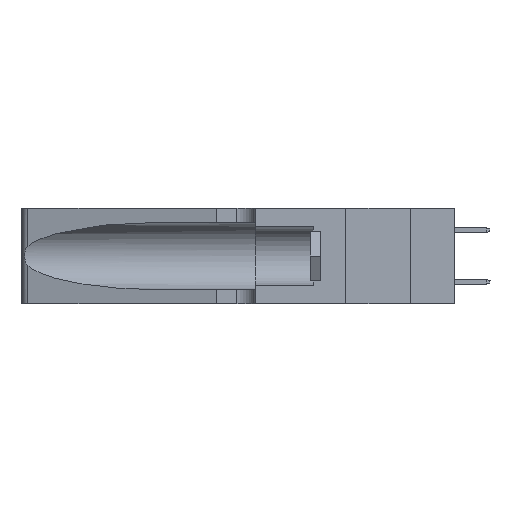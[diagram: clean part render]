
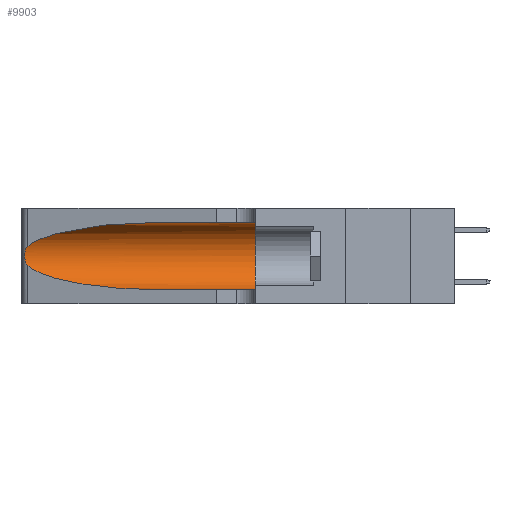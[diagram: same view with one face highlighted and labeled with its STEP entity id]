
A CAD part, left-side view. The second image highlights one B-rep face of the part: STEP entity #9903.
In plain terms, the highlighted cylindrical face has radius 3.308 mm (diameter 6.617 mm), a partial arc.
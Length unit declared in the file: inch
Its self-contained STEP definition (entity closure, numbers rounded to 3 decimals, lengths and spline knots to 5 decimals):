
#184 = DIRECTION ( 'NONE',  ( 0., -1., 0. ) ) ;
#500 = EDGE_CURVE ( 'NONE', #6176, #5532, #19554, .T. ) ;
#807 = CARTESIAN_POINT ( 'NONE',  ( 0.25555, 1.22994, 0.2215 ) ) ;
#946 = EDGE_LOOP ( 'NONE', ( #5467, #15468, #2744, #3648, #15588, #1782 ) ) ;
#1315 = CARTESIAN_POINT ( 'NONE',  ( 0.25487, 1.22718, 0.14631 ) ) ;
#1782 = ORIENTED_EDGE ( 'NONE', *, *, #8117, .F. ) ;
#2744 = ORIENTED_EDGE ( 'NONE', *, *, #4733, .T. ) ;
#3123 = VERTEX_POINT ( 'NONE', #16024 ) ;
#3369 = CARTESIAN_POINT ( 'NONE',  ( 0.1305, 0.72297, 0.05475 ) ) ;
#3648 = ORIENTED_EDGE ( 'NONE', *, *, #17957, .T. ) ;
#3789 = CIRCLE ( 'NONE', #7604, 0.13025 ) ;
#3897 = CARTESIAN_POINT ( 'NONE',  ( 0.26017, 1.23833, 0.17102 ) ) ;
#3917 = DIRECTION ( 'NONE',  ( 0., 1., 0. ) ) ;
#4703 = VERTEX_POINT ( 'NONE', #15658 ) ;
#4705 = B_SPLINE_CURVE_WITH_KNOTS ( 'NONE', 3,
 ( #8824, #807, #13625, #12229, #12038, #18516, #15549, #18723, #3897, #13739, #5619, #12131, #18617, #1315 ),
 .UNSPECIFIED., .F., .F.,
 ( 4, 2, 2, 2, 2, 2, 4 ),
 ( 0., 0.00027, 0.00053, 0.00107, 0.0016, 0.00187, 0.00214 ),
 .UNSPECIFIED. ) ;
#4733 = EDGE_CURVE ( 'NONE', #3123, #11558, #5773, .T. ) ;
#4808 = CARTESIAN_POINT ( 'NONE',  ( 0.1305, 1.61858, 0.185 ) ) ;
#5215 = VECTOR ( 'NONE', #184, 39.37008 ) ;
#5467 = ORIENTED_EDGE ( 'NONE', *, *, #500, .T. ) ;
#5532 = VERTEX_POINT ( 'NONE', #19983 ) ;
#5619 = CARTESIAN_POINT ( 'NONE',  ( 0.25789, 1.23486, 0.15765 ) ) ;
#5773 =( BOUNDED_CURVE ( )  B_SPLINE_CURVE ( 3, ( #18000, #14837, #6824, #3369 ),
 .UNSPECIFIED., .F., .F. ) 
 B_SPLINE_CURVE_WITH_KNOTS ( ( 4, 4 ),
 ( 3.44316, 4.71239 ),
 .UNSPECIFIED. ) 
 CURVE ( )  GEOMETRIC_REPRESENTATION_ITEM ( )  RATIONAL_B_SPLINE_CURVE ( ( 1., 0.87, 0.87, 1. ) ) 
 REPRESENTATION_ITEM ( '' )  );
#6063 = CARTESIAN_POINT ( 'NONE',  ( 0.1305, 0.72297, 0.31525 ) ) ;
#6176 = VERTEX_POINT ( 'NONE', #6063 ) ;
#6342 = VERTEX_POINT ( 'NONE', #16614 ) ;
#6353 = EDGE_CURVE ( 'NONE', #4703, #6342, #3789, .T. ) ;
#6824 = CARTESIAN_POINT ( 'NONE',  ( 0.18966, 0.96281, 0.05475 ) ) ;
#6926 = LINE ( 'NONE', #19896, #11831 ) ;
#7604 = AXIS2_PLACEMENT_3D ( 'NONE', #14934, #3917, #18234 ) ;
#7830 = FACE_OUTER_BOUND ( 'NONE', #946, .T. ) ;
#8092 = AXIS2_PLACEMENT_3D ( 'NONE', #4808, #17821, #9738 ) ;
#8117 = EDGE_CURVE ( 'NONE', #6176, #4703, #6926, .T. ) ;
#8325 = CARTESIAN_POINT ( 'NONE',  ( 0.18966, 0.96281, 0.31525 ) ) ;
#8631 = CARTESIAN_POINT ( 'NONE',  ( 0.1305, 0.72297, 0.31525 ) ) ;
#8824 = CARTESIAN_POINT ( 'NONE',  ( 0.25487, 1.22718, 0.22369 ) ) ;
#9738 = DIRECTION ( 'NONE',  ( 0., 0., -1. ) ) ;
#9818 = CARTESIAN_POINT ( 'NONE',  ( 0.1305, 0.72297, 0.05475 ) ) ;
#9903 = ADVANCED_FACE ( 'NONE', ( #7830 ), #14326, .F. ) ;
#10328 = DIRECTION ( 'NONE',  ( 0., -1., 0. ) ) ;
#11558 = VERTEX_POINT ( 'NONE', #9818 ) ;
#11831 = VECTOR ( 'NONE', #10328, 39.37008 ) ;
#12038 = CARTESIAN_POINT ( 'NONE',  ( 0.25854, 1.2359, 0.20912 ) ) ;
#12131 = CARTESIAN_POINT ( 'NONE',  ( 0.25639, 1.23186, 0.15144 ) ) ;
#12229 = CARTESIAN_POINT ( 'NONE',  ( 0.25787, 1.23484, 0.2124 ) ) ;
#13101 = CARTESIAN_POINT ( 'NONE',  ( 0.1305, 1.61858, 0.05475 ) ) ;
#13625 = CARTESIAN_POINT ( 'NONE',  ( 0.25639, 1.23184, 0.21858 ) ) ;
#13739 = CARTESIAN_POINT ( 'NONE',  ( 0.25856, 1.23593, 0.16098 ) ) ;
#14326 = CYLINDRICAL_SURFACE ( 'NONE', #8092, 0.13025 ) ;
#14837 = CARTESIAN_POINT ( 'NONE',  ( 0.2373, 1.15595, 0.08982 ) ) ;
#14934 = CARTESIAN_POINT ( 'NONE',  ( 0.1305, 0.35, 0.185 ) ) ;
#15468 = ORIENTED_EDGE ( 'NONE', *, *, #18159, .T. ) ;
#15549 = CARTESIAN_POINT ( 'NONE',  ( 0.26075, 1.23896, 0.19203 ) ) ;
#15588 = ORIENTED_EDGE ( 'NONE', *, *, #6353, .F. ) ;
#15658 = CARTESIAN_POINT ( 'NONE',  ( 0.1305, 0.35, 0.31525 ) ) ;
#16024 = CARTESIAN_POINT ( 'NONE',  ( 0.25487, 1.22718, 0.14631 ) ) ;
#16287 = CARTESIAN_POINT ( 'NONE',  ( 0.2373, 1.15595, 0.28018 ) ) ;
#16614 = CARTESIAN_POINT ( 'NONE',  ( 0.1305, 0.35, 0.05475 ) ) ;
#16702 = LINE ( 'NONE', #13101, #5215 ) ;
#17821 = DIRECTION ( 'NONE',  ( 0., -1., 0. ) ) ;
#17957 = EDGE_CURVE ( 'NONE', #11558, #6342, #16702, .T. ) ;
#18000 = CARTESIAN_POINT ( 'NONE',  ( 0.25487, 1.22718, 0.14631 ) ) ;
#18112 = CARTESIAN_POINT ( 'NONE',  ( 0.25487, 1.22718, 0.22369 ) ) ;
#18159 = EDGE_CURVE ( 'NONE', #5532, #3123, #4705, .T. ) ;
#18234 = DIRECTION ( 'NONE',  ( 0., 0., 1. ) ) ;
#18516 = CARTESIAN_POINT ( 'NONE',  ( 0.26018, 1.23835, 0.19895 ) ) ;
#18617 = CARTESIAN_POINT ( 'NONE',  ( 0.25555, 1.22993, 0.14849 ) ) ;
#18723 = CARTESIAN_POINT ( 'NONE',  ( 0.26075, 1.23896, 0.178 ) ) ;
#19554 =( BOUNDED_CURVE ( )  B_SPLINE_CURVE ( 3, ( #8631, #8325, #16287, #18112 ),
 .UNSPECIFIED., .F., .F. ) 
 B_SPLINE_CURVE_WITH_KNOTS ( ( 4, 4 ),
 ( 1.5708, 2.84003 ),
 .UNSPECIFIED. ) 
 CURVE ( )  GEOMETRIC_REPRESENTATION_ITEM ( )  RATIONAL_B_SPLINE_CURVE ( ( 1., 0.87, 0.87, 1. ) ) 
 REPRESENTATION_ITEM ( '' )  );
#19896 = CARTESIAN_POINT ( 'NONE',  ( 0.1305, 1.61858, 0.31525 ) ) ;
#19983 = CARTESIAN_POINT ( 'NONE',  ( 0.25487, 1.22718, 0.22369 ) ) ;
